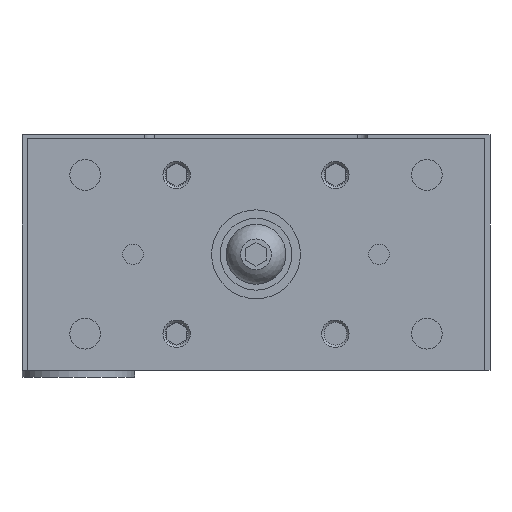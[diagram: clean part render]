
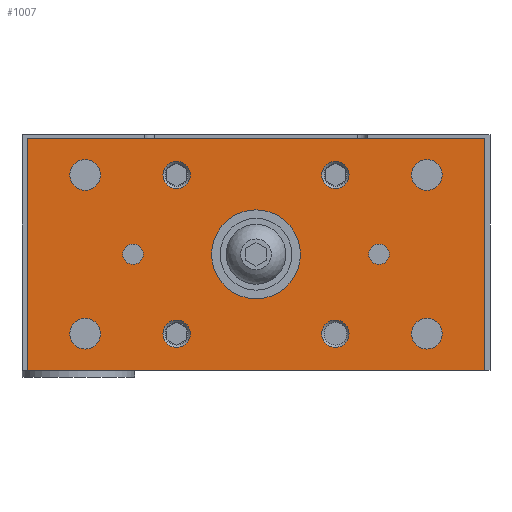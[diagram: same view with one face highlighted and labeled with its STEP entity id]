
A CAD part, left-side view. The second image highlights one B-rep face of the part: STEP entity #1007.
In plain terms, the highlighted planar face has unit normal (-1, 0, 0).
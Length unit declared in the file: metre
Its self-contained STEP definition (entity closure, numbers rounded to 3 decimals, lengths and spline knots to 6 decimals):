
#1007 = ADVANCED_FACE( '', ( #2313, #2314, #2315, #2316, #2317, #2318, #2319, #2320, #2321, #2322, #2323, #2324 ), #2325, .T. );
#2313 = FACE_OUTER_BOUND( '', #3780, .T. );
#2314 = FACE_BOUND( '', #3781, .T. );
#2315 = FACE_BOUND( '', #3782, .T. );
#2316 = FACE_BOUND( '', #3783, .T. );
#2317 = FACE_BOUND( '', #3784, .T. );
#2318 = FACE_BOUND( '', #3785, .T. );
#2319 = FACE_BOUND( '', #3786, .T. );
#2320 = FACE_BOUND( '', #3787, .T. );
#2321 = FACE_BOUND( '', #3788, .T. );
#2322 = FACE_BOUND( '', #3789, .T. );
#2323 = FACE_BOUND( '', #3790, .T. );
#2324 = FACE_BOUND( '', #3791, .T. );
#2325 = PLANE( '', #3792 );
#3780 = EDGE_LOOP( '', ( #6292, #6293, #6294, #6295 ) );
#3781 = EDGE_LOOP( '', ( #6296 ) );
#3782 = EDGE_LOOP( '', ( #6297 ) );
#3783 = EDGE_LOOP( '', ( #6298 ) );
#3784 = EDGE_LOOP( '', ( #6299 ) );
#3785 = EDGE_LOOP( '', ( #6300 ) );
#3786 = EDGE_LOOP( '', ( #6301 ) );
#3787 = EDGE_LOOP( '', ( #6302 ) );
#3788 = EDGE_LOOP( '', ( #6303 ) );
#3789 = EDGE_LOOP( '', ( #6304 ) );
#3790 = EDGE_LOOP( '', ( #6305 ) );
#3791 = EDGE_LOOP( '', ( #6306 ) );
#3792 = AXIS2_PLACEMENT_3D( '', #6307, #6308, #6309 );
#6292 = ORIENTED_EDGE( '', *, *, #7041, .T. );
#6293 = ORIENTED_EDGE( '', *, *, #7447, .T. );
#6294 = ORIENTED_EDGE( '', *, *, #7853, .T. );
#6295 = ORIENTED_EDGE( '', *, *, #6993, .T. );
#6296 = ORIENTED_EDGE( '', *, *, #7854, .T. );
#6297 = ORIENTED_EDGE( '', *, *, #7532, .F. );
#6298 = ORIENTED_EDGE( '', *, *, #7527, .F. );
#6299 = ORIENTED_EDGE( '', *, *, #7758, .T. );
#6300 = ORIENTED_EDGE( '', *, *, #7363, .T. );
#6301 = ORIENTED_EDGE( '', *, *, #7855, .F. );
#6302 = ORIENTED_EDGE( '', *, *, #7856, .T. );
#6303 = ORIENTED_EDGE( '', *, *, #7081, .F. );
#6304 = ORIENTED_EDGE( '', *, *, #7732, .F. );
#6305 = ORIENTED_EDGE( '', *, *, #7846, .T. );
#6306 = ORIENTED_EDGE( '', *, *, #7710, .T. );
#6307 = CARTESIAN_POINT( '', ( -0.027, -0.067, -0.001 ) );
#6308 = DIRECTION( '', ( -1., 0., 0. ) );
#6309 = DIRECTION( '', ( 0., 0., 1. ) );
#6993 = EDGE_CURVE( '', #8065, #8063, #8066, .T. );
#7041 = EDGE_CURVE( '', #8063, #8145, #8147, .T. );
#7081 = EDGE_CURVE( '', #8212, #8212, #8213, .T. );
#7363 = EDGE_CURVE( '', #8663, #8663, #8664, .T. );
#7447 = EDGE_CURVE( '', #8145, #8792, #8794, .T. );
#7527 = EDGE_CURVE( '', #8910, #8910, #8911, .T. );
#7532 = EDGE_CURVE( '', #8917, #8917, #8918, .T. );
#7710 = EDGE_CURVE( '', #9167, #9167, #9168, .T. );
#7732 = EDGE_CURVE( '', #9196, #9196, #9197, .T. );
#7758 = EDGE_CURVE( '', #9231, #9231, #9232, .T. );
#7846 = EDGE_CURVE( '', #9338, #9338, #9339, .T. );
#7853 = EDGE_CURVE( '', #8792, #8065, #9347, .T. );
#7854 = EDGE_CURVE( '', #9348, #9348, #9349, .T. );
#7855 = EDGE_CURVE( '', #9350, #9350, #9351, .T. );
#7856 = EDGE_CURVE( '', #9352, #9352, #9353, .T. );
#8063 = VERTEX_POINT( '', #9600 );
#8065 = VERTEX_POINT( '', #9603 );
#8066 = LINE( '', #9604, #9605 );
#8145 = VERTEX_POINT( '', #9728 );
#8147 = LINE( '', #9731, #9732 );
#8212 = VERTEX_POINT( '', #9823 );
#8213 = CIRCLE( '', #9824, 0.004 );
#8663 = VERTEX_POINT( '', #10471 );
#8664 = CIRCLE( '', #10472, 0.003 );
#8792 = VERTEX_POINT( '', #10734 );
#8794 = LINE( '', #10737, #10738 );
#8910 = VERTEX_POINT( '', #10909 );
#8911 = CIRCLE( '', #10910, 0.0045 );
#8917 = VERTEX_POINT( '', #10918 );
#8918 = CIRCLE( '', #10919, 0.0045 );
#9167 = VERTEX_POINT( '', #11323 );
#9168 = CIRCLE( '', #11324, 0.013 );
#9196 = VERTEX_POINT( '', #11357 );
#9197 = CIRCLE( '', #11358, 0.004 );
#9231 = VERTEX_POINT( '', #11419 );
#9232 = CIRCLE( '', #11420, 0.0045 );
#9338 = VERTEX_POINT( '', #11577 );
#9339 = CIRCLE( '', #11578, 0.004 );
#9347 = LINE( '', #11587, #11588 );
#9348 = VERTEX_POINT( '', #11589 );
#9349 = CIRCLE( '', #11590, 0.0045 );
#9350 = VERTEX_POINT( '', #11591 );
#9351 = CIRCLE( '', #11592, 0.003 );
#9352 = VERTEX_POINT( '', #11593 );
#9353 = CIRCLE( '', #11594, 0.004 );
#9600 = CARTESIAN_POINT( '', ( -0.027, -0.067, -0.069 ) );
#9603 = CARTESIAN_POINT( '', ( -0.027, 0.067, -0.069 ) );
#9604 = CARTESIAN_POINT( '', ( -0.027, 0.067, -0.069 ) );
#9605 = VECTOR( '', #12053, 1. );
#9728 = CARTESIAN_POINT( '', ( -0.027, -0.067, -0.001 ) );
#9731 = CARTESIAN_POINT( '', ( -0.027, -0.067, -0.069 ) );
#9732 = VECTOR( '', #12115, 1. );
#9823 = CARTESIAN_POINT( '', ( -0.027, -0.02725, -0.01175 ) );
#9824 = AXIS2_PLACEMENT_3D( '', #12180, #12181, #12182 );
#10471 = CARTESIAN_POINT( '', ( -0.027, 0.039, -0.035 ) );
#10472 = AXIS2_PLACEMENT_3D( '', #12568, #12569, #12570 );
#10734 = CARTESIAN_POINT( '', ( -0.027, 0.067, -0.001 ) );
#10737 = CARTESIAN_POINT( '', ( -0.027, -0.067, -0.001 ) );
#10738 = VECTOR( '', #12682, 1. );
#10909 = CARTESIAN_POINT( '', ( -0.027, 0.0455, -0.05825 ) );
#10910 = AXIS2_PLACEMENT_3D( '', #12778, #12779, #12780 );
#10918 = CARTESIAN_POINT( '', ( -0.027, -0.0455, -0.01175 ) );
#10919 = AXIS2_PLACEMENT_3D( '', #12783, #12784, #12785 );
#11323 = CARTESIAN_POINT( '', ( -0.027, 0.013, -0.035 ) );
#11324 = AXIS2_PLACEMENT_3D( '', #13021, #13022, #13023 );
#11357 = CARTESIAN_POINT( '', ( -0.027, 0.02725, -0.05825 ) );
#11358 = AXIS2_PLACEMENT_3D( '', #13044, #13045, #13046 );
#11419 = CARTESIAN_POINT( '', ( -0.027, -0.0455, -0.05825 ) );
#11420 = AXIS2_PLACEMENT_3D( '', #13072, #13073, #13074 );
#11577 = CARTESIAN_POINT( '', ( -0.027, -0.02725, -0.05825 ) );
#11578 = AXIS2_PLACEMENT_3D( '', #13150, #13151, #13152 );
#11587 = CARTESIAN_POINT( '', ( -0.027, 0.067, -0.001 ) );
#11588 = VECTOR( '', #13157, 1. );
#11589 = CARTESIAN_POINT( '', ( -0.027, 0.0455, -0.01175 ) );
#11590 = AXIS2_PLACEMENT_3D( '', #13158, #13159, #13160 );
#11591 = CARTESIAN_POINT( '', ( -0.027, -0.039, -0.035 ) );
#11592 = AXIS2_PLACEMENT_3D( '', #13161, #13162, #13163 );
#11593 = CARTESIAN_POINT( '', ( -0.027, 0.02725, -0.01175 ) );
#11594 = AXIS2_PLACEMENT_3D( '', #13164, #13165, #13166 );
#12053 = DIRECTION( '', ( 0., -1., 0. ) );
#12115 = DIRECTION( '', ( 0., 0., 1. ) );
#12180 = CARTESIAN_POINT( '', ( -0.027, -0.02325, -0.01175 ) );
#12181 = DIRECTION( '', ( -1., 0., 0. ) );
#12182 = DIRECTION( '', ( 0., -1., 0. ) );
#12568 = CARTESIAN_POINT( '', ( -0.027, 0.036, -0.035 ) );
#12569 = DIRECTION( '', ( 1., 0., 0. ) );
#12570 = DIRECTION( '', ( 0., 1., 0. ) );
#12682 = DIRECTION( '', ( 0., 1., 0. ) );
#12778 = CARTESIAN_POINT( '', ( -0.027, 0.05, -0.05825 ) );
#12779 = DIRECTION( '', ( -1., 0., 0. ) );
#12780 = DIRECTION( '', ( 0., -1., 0. ) );
#12783 = CARTESIAN_POINT( '', ( -0.027, -0.05, -0.01175 ) );
#12784 = DIRECTION( '', ( -1., 0., 0. ) );
#12785 = DIRECTION( '', ( 0., 1., 0. ) );
#13021 = CARTESIAN_POINT( '', ( -0.027, 0., -0.035 ) );
#13022 = DIRECTION( '', ( 1., 0., 0. ) );
#13023 = DIRECTION( '', ( 0., 1., 0. ) );
#13044 = CARTESIAN_POINT( '', ( -0.027, 0.02325, -0.05825 ) );
#13045 = DIRECTION( '', ( -1., 0., 0. ) );
#13046 = DIRECTION( '', ( 0., 1., 0. ) );
#13072 = CARTESIAN_POINT( '', ( -0.027, -0.05, -0.05825 ) );
#13073 = DIRECTION( '', ( 1., 0., 0. ) );
#13074 = DIRECTION( '', ( 0., 1., 0. ) );
#13150 = CARTESIAN_POINT( '', ( -0.027, -0.02325, -0.05825 ) );
#13151 = DIRECTION( '', ( 1., 0., 0. ) );
#13152 = DIRECTION( '', ( 0., -1., 0. ) );
#13157 = DIRECTION( '', ( 0., 0., -1. ) );
#13158 = CARTESIAN_POINT( '', ( -0.027, 0.05, -0.01175 ) );
#13159 = DIRECTION( '', ( 1., 0., 0. ) );
#13160 = DIRECTION( '', ( 0., -1., 0. ) );
#13161 = CARTESIAN_POINT( '', ( -0.027, -0.036, -0.035 ) );
#13162 = DIRECTION( '', ( -1., 0., 0. ) );
#13163 = DIRECTION( '', ( 0., -1., 0. ) );
#13164 = CARTESIAN_POINT( '', ( -0.027, 0.02325, -0.01175 ) );
#13165 = DIRECTION( '', ( 1., 0., 0. ) );
#13166 = DIRECTION( '', ( 0., 1., 0. ) );
